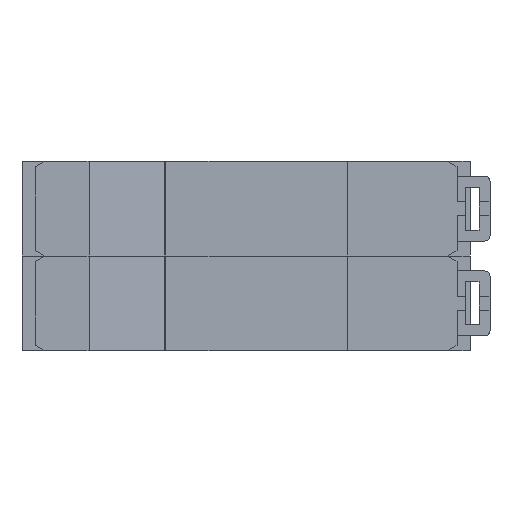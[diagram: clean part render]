
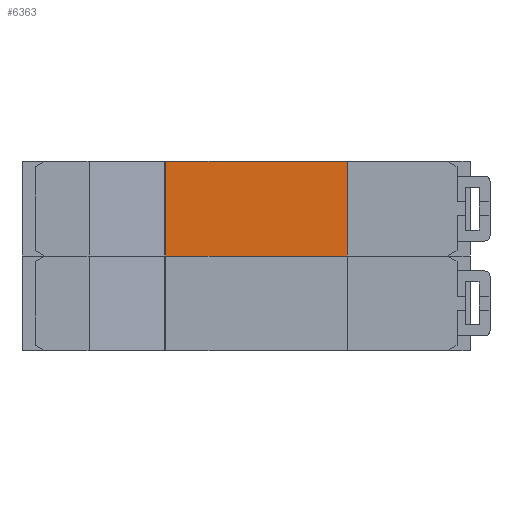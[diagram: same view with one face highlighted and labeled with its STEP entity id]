
A CAD part, front view. The second image highlights one B-rep face of the part: STEP entity #6363.
In plain terms, the highlighted planar face has unit normal (0, -1, 0).
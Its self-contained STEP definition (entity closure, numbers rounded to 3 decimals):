
#180 = LINE ( 'NONE', #41495, #22487 ) ;
#2007 = VERTEX_POINT ( 'NONE', #42894 ) ;
#2387 = VECTOR ( 'NONE', #44421, 1000. ) ;
#3334 = AXIS2_PLACEMENT_3D ( 'NONE', #46546, #5282, #9575 ) ;
#3963 = DIRECTION ( 'NONE',  ( 0., 0., 1. ) ) ;
#5244 = LINE ( 'NONE', #47719, #45488 ) ;
#5282 = DIRECTION ( 'NONE',  ( 0., 1., 0. ) ) ;
#6363 = ADVANCED_FACE ( 'NONE', ( #18232 ), #37651, .F. ) ;
#9575 = DIRECTION ( 'NONE',  ( 0., 0., 1. ) ) ;
#10775 = DIRECTION ( 'NONE',  ( 1., 0., 0. ) ) ;
#12924 = LINE ( 'NONE', #27376, #37941 ) ;
#14128 = EDGE_CURVE ( 'NONE', #2007, #36817, #12924, .T. ) ;
#18232 = FACE_OUTER_BOUND ( 'NONE', #44933, .T. ) ;
#20414 = CARTESIAN_POINT ( 'NONE',  ( -4.498, -17.799, -38.59 ) ) ;
#21633 = VERTEX_POINT ( 'NONE', #31874 ) ;
#22163 = ORIENTED_EDGE ( 'NONE', *, *, #50008, .F. ) ;
#22487 = VECTOR ( 'NONE', #55893, 1000. ) ;
#24730 = LINE ( 'NONE', #20414, #2387 ) ;
#27376 = CARTESIAN_POINT ( 'NONE',  ( 30.502, -17.799, -38.59 ) ) ;
#29073 = ORIENTED_EDGE ( 'NONE', *, *, #14128, .T. ) ;
#31874 = CARTESIAN_POINT ( 'NONE',  ( -4.498, -17.799, 8.625 ) ) ;
#32663 = ORIENTED_EDGE ( 'NONE', *, *, #40150, .T. ) ;
#36817 = VERTEX_POINT ( 'NONE', #37415 ) ;
#37415 = CARTESIAN_POINT ( 'NONE',  ( 30.502, -17.799, 25.875 ) ) ;
#37651 = PLANE ( 'NONE',  #3334 ) ;
#37941 = VECTOR ( 'NONE', #3963, 1000. ) ;
#38057 = VERTEX_POINT ( 'NONE', #59637 ) ;
#39180 = ORIENTED_EDGE ( 'NONE', *, *, #53341, .T. ) ;
#40150 = EDGE_CURVE ( 'NONE', #36817, #38057, #180, .T. ) ;
#41495 = CARTESIAN_POINT ( 'NONE',  ( -4.498, -17.799, 25.875 ) ) ;
#42894 = CARTESIAN_POINT ( 'NONE',  ( 30.502, -17.799, 8.625 ) ) ;
#44421 = DIRECTION ( 'NONE',  ( 0., 0., 1. ) ) ;
#44933 = EDGE_LOOP ( 'NONE', ( #39180, #29073, #32663, #22163 ) ) ;
#45488 = VECTOR ( 'NONE', #10775, 1000. ) ;
#46546 = CARTESIAN_POINT ( 'NONE',  ( -4.498, -17.799, -38.59 ) ) ;
#47719 = CARTESIAN_POINT ( 'NONE',  ( -4.498, -17.799, 8.625 ) ) ;
#50008 = EDGE_CURVE ( 'NONE', #21633, #38057, #24730, .T. ) ;
#53341 = EDGE_CURVE ( 'NONE', #21633, #2007, #5244, .T. ) ;
#55893 = DIRECTION ( 'NONE',  ( -1., 0., 0. ) ) ;
#59637 = CARTESIAN_POINT ( 'NONE',  ( -4.498, -17.799, 25.875 ) ) ;
